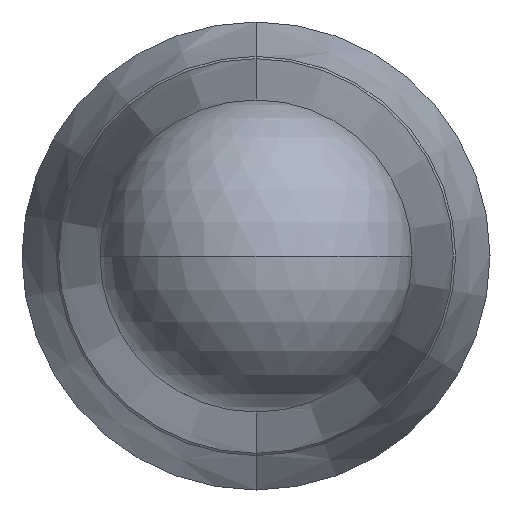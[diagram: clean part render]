
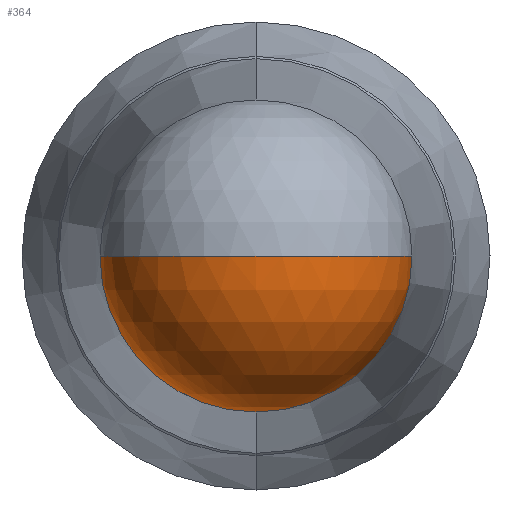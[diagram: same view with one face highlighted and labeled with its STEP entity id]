
A CAD part, front view. The second image highlights one B-rep face of the part: STEP entity #364.
In plain terms, the highlighted spherical face has radius 1.59 mm.
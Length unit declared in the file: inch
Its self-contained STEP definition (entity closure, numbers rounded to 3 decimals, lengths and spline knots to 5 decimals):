
#10 = CARTESIAN_POINT ( 'NONE',  ( 0., 0.05931, -0.0625 ) ) ;
#78 = CIRCLE ( 'NONE', #448, 0.06259 ) ;
#81 = DIRECTION ( 'NONE',  ( 1., 0., 0. ) ) ;
#88 = ORIENTED_EDGE ( 'NONE', *, *, #443, .F. ) ;
#107 = AXIS2_PLACEMENT_3D ( 'NONE', #447, #413, #81 ) ;
#108 = VERTEX_POINT ( 'NONE', #400 ) ;
#113 = FACE_OUTER_BOUND ( 'NONE', #224, .T. ) ;
#117 = DIRECTION ( 'NONE',  ( 0., 0., -1. ) ) ;
#118 = CIRCLE ( 'NONE', #175, 0.0625 ) ;
#120 = ORIENTED_EDGE ( 'NONE', *, *, #322, .T. ) ;
#146 = DIRECTION ( 'NONE',  ( 0., 0., -1. ) ) ;
#156 = DIRECTION ( 'NONE',  ( 0., 0., -1. ) ) ;
#158 = DIRECTION ( 'NONE',  ( 0., -1., 0. ) ) ;
#170 = EDGE_CURVE ( 'NONE', #108, #478, #423, .T. ) ;
#175 = AXIS2_PLACEMENT_3D ( 'NONE', #199, #158, #156 ) ;
#177 = DIRECTION ( 'NONE',  ( -1., 0., 0. ) ) ;
#188 = AXIS2_PLACEMENT_3D ( 'NONE', #203, #481, #117 ) ;
#190 = ORIENTED_EDGE ( 'NONE', *, *, #170, .T. ) ;
#198 = AXIS2_PLACEMENT_3D ( 'NONE', #428, #146, #388 ) ;
#199 = CARTESIAN_POINT ( 'NONE',  ( 0., 0.05931, 0. ) ) ;
#203 = CARTESIAN_POINT ( 'NONE',  ( 0., 0.05931, 0. ) ) ;
#223 = VERTEX_POINT ( 'NONE', #326 ) ;
#224 = EDGE_LOOP ( 'NONE', ( #190, #120, #398, #88 ) ) ;
#246 = EDGE_CURVE ( 'NONE', #223, #336, #78, .T. ) ;
#254 = DIRECTION ( 'NONE',  ( 0., 0., -1. ) ) ;
#319 = CARTESIAN_POINT ( 'NONE',  ( 0., 0., 0. ) ) ;
#322 = EDGE_CURVE ( 'NONE', #478, #223, #118, .T. ) ;
#326 = CARTESIAN_POINT ( 'NONE',  ( 0.0625, 0.05931, 0. ) ) ;
#334 = CARTESIAN_POINT ( 'NONE',  ( 0., 0.06259, 0. ) ) ;
#336 = VERTEX_POINT ( 'NONE', #319 ) ;
#347 = SPHERICAL_SURFACE ( 'NONE', #198, 0.06259 ) ;
#364 = ADVANCED_FACE ( 'NONE', ( #113 ), #347, .T. ) ;
#388 = DIRECTION ( 'NONE',  ( -1., 0., 0. ) ) ;
#398 = ORIENTED_EDGE ( 'NONE', *, *, #246, .T. ) ;
#400 = CARTESIAN_POINT ( 'NONE',  ( -0.0625, 0.05931, 0. ) ) ;
#403 = CIRCLE ( 'NONE', #107, 0.06259 ) ;
#413 = DIRECTION ( 'NONE',  ( 0., 0., 1. ) ) ;
#423 = CIRCLE ( 'NONE', #188, 0.0625 ) ;
#428 = CARTESIAN_POINT ( 'NONE',  ( 0., 0.06259, 0. ) ) ;
#443 = EDGE_CURVE ( 'NONE', #108, #336, #403, .T. ) ;
#447 = CARTESIAN_POINT ( 'NONE',  ( 0., 0.06259, 0. ) ) ;
#448 = AXIS2_PLACEMENT_3D ( 'NONE', #334, #254, #177 ) ;
#478 = VERTEX_POINT ( 'NONE', #10 ) ;
#481 = DIRECTION ( 'NONE',  ( 0., -1., 0. ) ) ;
